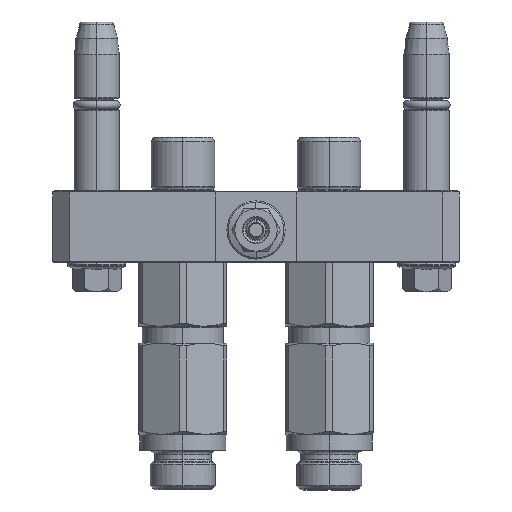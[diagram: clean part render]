
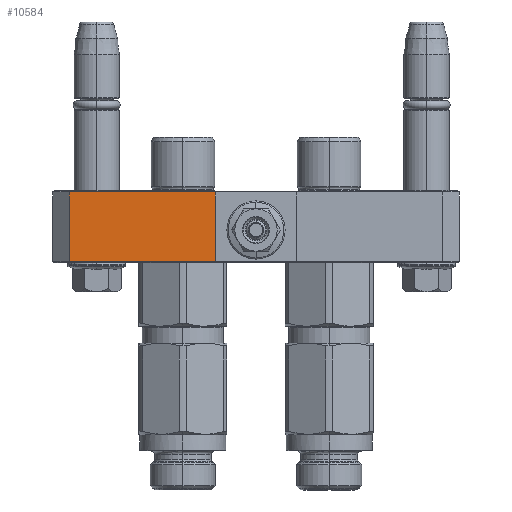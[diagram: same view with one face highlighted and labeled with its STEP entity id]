
A CAD part, front view. The second image highlights one B-rep face of the part: STEP entity #10584.
In plain terms, the highlighted face is planar.
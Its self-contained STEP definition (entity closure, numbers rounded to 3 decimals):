
#1385 = CARTESIAN_POINT ( 'NONE',  ( 50., 0.3, -37.5 ) ) ;
#2972 = DIRECTION ( 'NONE',  ( 0., -1., 0. ) ) ;
#3966 = AXIS2_PLACEMENT_3D ( 'NONE', #24688, #14720, #4599 ) ;
#4599 = DIRECTION ( 'NONE',  ( 1., 0., 0. ) ) ;
#6267 = VERTEX_POINT ( 'NONE', #24877 ) ;
#6823 = EDGE_LOOP ( 'NONE', ( #7715, #25097, #11668, #13658 ) ) ;
#7715 = ORIENTED_EDGE ( 'NONE', *, *, #22529, .T. ) ;
#7751 = EDGE_CURVE ( 'NONE', #25464, #6267, #12982, .T. ) ;
#8323 = LINE ( 'NONE', #18138, #18399 ) ;
#8818 = DIRECTION ( 'NONE',  ( 0., -1., 0. ) ) ;
#10231 = DIRECTION ( 'NONE',  ( -1., 0., 0. ) ) ;
#10584 = ADVANCED_FACE ( 'NONE', ( #21577 ), #10870, .F. ) ;
#10870 = PLANE ( 'NONE',  #3966 ) ;
#11027 = EDGE_CURVE ( 'NONE', #6267, #14136, #8323, .T. ) ;
#11668 = ORIENTED_EDGE ( 'NONE', *, *, #7751, .F. ) ;
#12103 = CARTESIAN_POINT ( 'NONE',  ( 50., 21.7, -37.5 ) ) ;
#12545 = VERTEX_POINT ( 'NONE', #17172 ) ;
#12903 = CARTESIAN_POINT ( 'NONE',  ( 5., 21.7, -37.5 ) ) ;
#12982 = LINE ( 'NONE', #12903, #19259 ) ;
#13408 = VECTOR ( 'NONE', #2972, 1000. ) ;
#13658 = ORIENTED_EDGE ( 'NONE', *, *, #25344, .F. ) ;
#14136 = VERTEX_POINT ( 'NONE', #1385 ) ;
#14720 = DIRECTION ( 'NONE',  ( 0., 0., 1. ) ) ;
#16127 = DIRECTION ( 'NONE',  ( 1., 0., 0. ) ) ;
#17172 = CARTESIAN_POINT ( 'NONE',  ( 50., 21.7, -37.5 ) ) ;
#18138 = CARTESIAN_POINT ( 'NONE',  ( 5., 0.3, -37.5 ) ) ;
#18274 = VECTOR ( 'NONE', #10231, 1000. ) ;
#18399 = VECTOR ( 'NONE', #16127, 1000. ) ;
#18854 = CARTESIAN_POINT ( 'NONE',  ( 5., 21.7, -37.5 ) ) ;
#19259 = VECTOR ( 'NONE', #8818, 1000. ) ;
#21278 = LINE ( 'NONE', #25079, #13408 ) ;
#21577 = FACE_OUTER_BOUND ( 'NONE', #6823, .T. ) ;
#22045 = LINE ( 'NONE', #12103, #18274 ) ;
#22529 = EDGE_CURVE ( 'NONE', #12545, #14136, #21278, .T. ) ;
#24688 = CARTESIAN_POINT ( 'NONE',  ( -5., 22., -37.5 ) ) ;
#24877 = CARTESIAN_POINT ( 'NONE',  ( 5., 0.3, -37.5 ) ) ;
#25079 = CARTESIAN_POINT ( 'NONE',  ( 50., 21.7, -37.5 ) ) ;
#25097 = ORIENTED_EDGE ( 'NONE', *, *, #11027, .F. ) ;
#25344 = EDGE_CURVE ( 'NONE', #12545, #25464, #22045, .T. ) ;
#25464 = VERTEX_POINT ( 'NONE', #18854 ) ;
